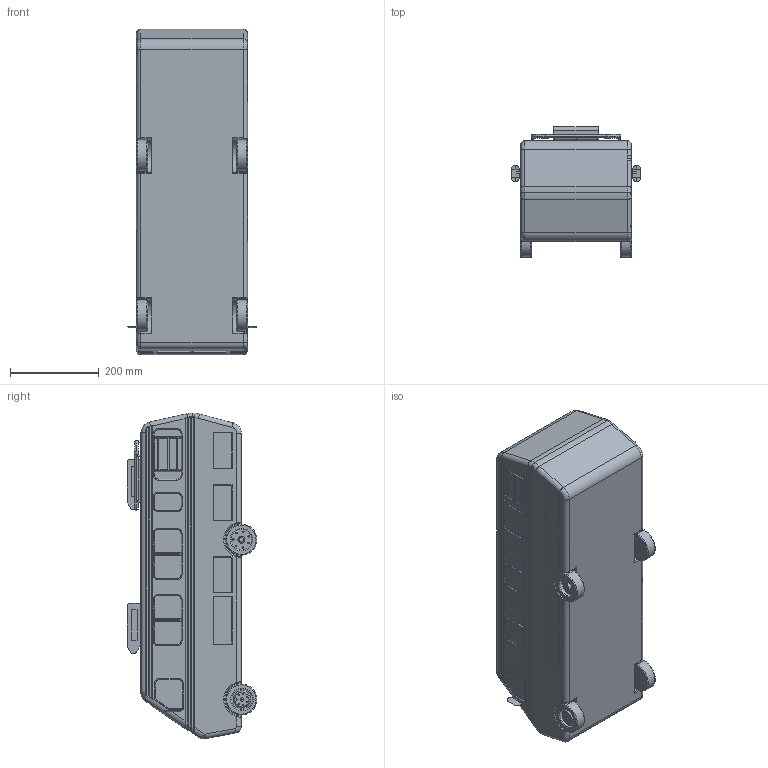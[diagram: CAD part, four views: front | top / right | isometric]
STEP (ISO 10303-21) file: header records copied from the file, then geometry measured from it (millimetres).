
FILE_DESCRIPTION (( 'STEP AP214' ), '1' );
FILE_NAME ('Part1.STEP', '2026-01-29T20:16:11', ( '' ), ( '' ), 'SwSTEP 2.0', 'SolidWorks 2025', '' );
FILE_SCHEMA (( 'AUTOMOTIVE_DESIGN' ));
Length unit declared in the file: millimetre
Products named in the file (1): Part1
Bounding box: 291.32 x 292.32 x 733.12 mm (x, y, z)
Volume: 39740138.8 mm3; surface area: 966580 mm2
Topology: 9 solids, 9 shells, 861 faces, 2086 edges, 1295 vertices
Faces by surface type: plane 372, cylinder 239, torus 188, bspline 44, cone 14, sphere 4
Entity records: 38627 total; most frequent: CARTESIAN_POINT 9011, DIRECTION 4286, ORIENTED_EDGE 4140, EDGE_CURVE 2070, AXIS2_PLACEMENT_3D 1615, VERTEX_POINT 1291, VECTOR 1056, LINE 1056
